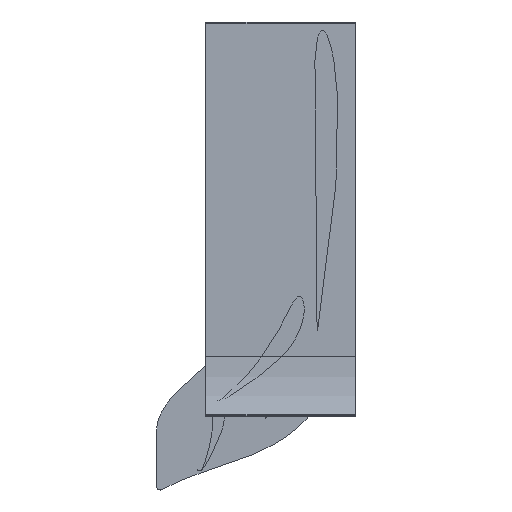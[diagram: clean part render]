
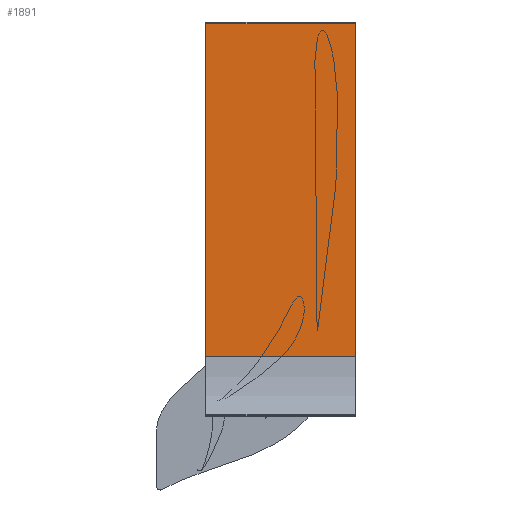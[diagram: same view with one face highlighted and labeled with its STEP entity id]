
A CAD part, left-side view. The second image highlights one B-rep face of the part: STEP entity #1891.
In plain terms, the highlighted planar face has unit normal (-1, 0, 0).
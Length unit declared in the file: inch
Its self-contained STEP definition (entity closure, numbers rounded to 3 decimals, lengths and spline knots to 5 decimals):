
#23 = CARTESIAN_POINT ( 'NONE',  ( -26.93471, 0.5, 46.4111 ) ) ;
#101 = EDGE_CURVE ( 'NONE', #265, #1945, #4353, .T. ) ;
#156 = CARTESIAN_POINT ( 'NONE',  ( -26.93471, 33.55514, 46.4111 ) ) ;
#265 = VERTEX_POINT ( 'NONE', #1210 ) ;
#282 = ORIENTED_EDGE ( 'NONE', *, *, #1848, .F. ) ;
#370 = ORIENTED_EDGE ( 'NONE', *, *, #4069, .F. ) ;
#466 = VECTOR ( 'NONE', #3911, 39.37008 ) ;
#747 = VERTEX_POINT ( 'NONE', #4613 ) ;
#912 = AXIS2_PLACEMENT_3D ( 'NONE', #4446, #4393, #1058 ) ;
#963 = VERTEX_POINT ( 'NONE', #2837 ) ;
#1058 = DIRECTION ( 'NONE',  ( 0., 0., 1. ) ) ;
#1081 = LINE ( 'NONE', #4370, #1464 ) ;
#1210 = CARTESIAN_POINT ( 'NONE',  ( -26.93471, 9.49252, 46.4111 ) ) ;
#1464 = VECTOR ( 'NONE', #1474, 39.37008 ) ;
#1474 = DIRECTION ( 'NONE',  ( 0., 0., -1. ) ) ;
#1589 = LINE ( 'NONE', #3097, #4093 ) ;
#1750 = FACE_OUTER_BOUND ( 'NONE', #3172, .T. ) ;
#1848 = EDGE_CURVE ( 'NONE', #963, #1945, #1081, .T. ) ;
#1891 = ADVANCED_FACE ( 'NONE', ( #1750 ), #2930, .T. ) ;
#1945 = VERTEX_POINT ( 'NONE', #23 ) ;
#2328 = ORIENTED_EDGE ( 'NONE', *, *, #3932, .T. ) ;
#2700 = LINE ( 'NONE', #3496, #466 ) ;
#2837 = CARTESIAN_POINT ( 'NONE',  ( -26.93471, 0.5, 66.4111 ) ) ;
#2930 = PLANE ( 'NONE',  #912 ) ;
#3097 = CARTESIAN_POINT ( 'NONE',  ( -26.93471, 9.49252, 66.4111 ) ) ;
#3172 = EDGE_LOOP ( 'NONE', ( #370, #2328, #3533, #282 ) ) ;
#3496 = CARTESIAN_POINT ( 'NONE',  ( -26.93471, 33.55514, 66.4111 ) ) ;
#3533 = ORIENTED_EDGE ( 'NONE', *, *, #101, .T. ) ;
#3911 = DIRECTION ( 'NONE',  ( 0., -1., 0. ) ) ;
#3932 = EDGE_CURVE ( 'NONE', #747, #265, #1589, .T. ) ;
#4069 = EDGE_CURVE ( 'NONE', #747, #963, #2700, .T. ) ;
#4093 = VECTOR ( 'NONE', #4266, 39.37008 ) ;
#4266 = DIRECTION ( 'NONE',  ( 0., 0., -1. ) ) ;
#4285 = DIRECTION ( 'NONE',  ( 0., -1., 0. ) ) ;
#4353 = LINE ( 'NONE', #156, #4748 ) ;
#4370 = CARTESIAN_POINT ( 'NONE',  ( -26.93471, 0.5, 66.4111 ) ) ;
#4393 = DIRECTION ( 'NONE',  ( -1., 0., 0. ) ) ;
#4446 = CARTESIAN_POINT ( 'NONE',  ( -26.93471, 33.55514, 66.4111 ) ) ;
#4613 = CARTESIAN_POINT ( 'NONE',  ( -26.93471, 9.49252, 66.4111 ) ) ;
#4748 = VECTOR ( 'NONE', #4285, 39.37008 ) ;
